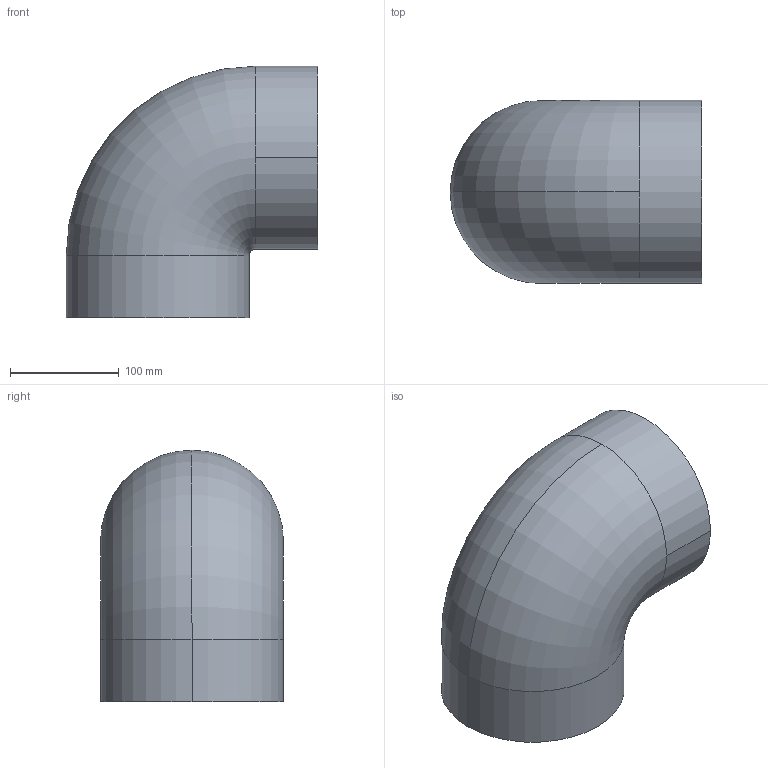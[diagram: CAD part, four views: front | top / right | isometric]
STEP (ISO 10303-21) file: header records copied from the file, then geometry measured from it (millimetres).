
FILE_DESCRIPTION(('STEP AP214'),'1');
FILE_NAME('cctmp_1325C8C1-7867-48DF-8442-AA9A0DAF3A37_2022_03_09_10_48_34_0346..stp','2022-03-09T09:48:34',('Praher Valves GmbH'),('CADClick - www.CADClick.com'),'Spatial InterOp 3D',' ','unknown authorization');
FILE_SCHEMA(('AUTOMOTIVE_DESIGN'));
Length unit declared in the file: millimetre
Products named in the file (1): 70578
Bounding box: 231 x 168 x 231 mm (x, y, z)
Volume: 1775010.3 mm3; surface area: 261830 mm2
Topology: 1 solids, 1 shells, 16 faces, 39 edges, 25 vertices
Faces by surface type: cylinder 8, torus 4, plane 4
Entity records: 1170 total; most frequent: CARTESIAN_POINT 629, DIRECTION 88, ORIENTED_EDGE 78, AXIS2_PLACEMENT_3D 40, EDGE_CURVE 39, VERTEX_POINT 25, CIRCLE 23, EDGE_LOOP 18
